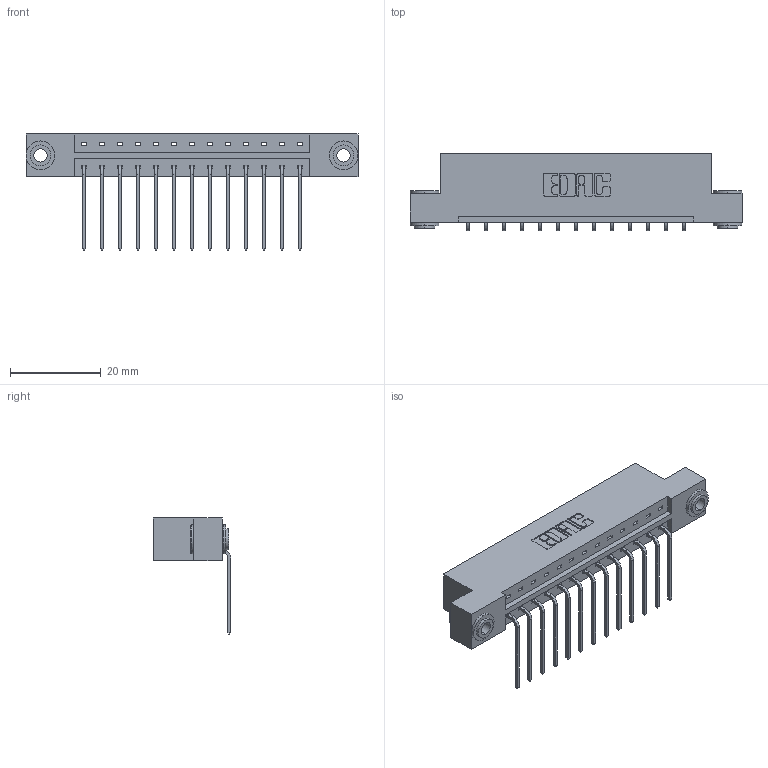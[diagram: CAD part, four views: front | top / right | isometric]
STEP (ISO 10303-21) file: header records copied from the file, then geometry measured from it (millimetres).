
FILE_DESCRIPTION (( 'STEP AP203' ), '1' );
FILE_NAME ('833-013-559-103.STEP', '2020-05-31T00:34:58', ( '' ), ( '' ), 'SwSTEP 2.0', 'SolidWorks 2020', '' );
FILE_SCHEMA (( 'CONFIG_CONTROL_DESIGN' ));
Length unit declared in the file: inch
Products named in the file (4): 833 Part_Flush - .156 Dia - TH; 345-292-001_558 559 Tail - 1; 833-013-559-103; 345-250-002_345-250-002-102
Assembly tree (16 placements, depth 2):
  833-013-559-103
    833 Part_Flush - .156 Dia - TH
    345-292-001_558 559 Tail - 1  x13
    345-250-002_345-250-002-102  x2
Bounding box: 73.05 x 17.09 x 25.53 mm (x, y, z)
Volume: 7164.2 mm3; surface area: 8054.9 mm2
Topology: 16 solids, 16 shells, 932 faces, 2753 edges, 1814 vertices
Faces by surface type: plane 652, cylinder 272, cone 8
Entity records: 12432 total; most frequent: CARTESIAN_POINT 2128, ORIENTED_EDGE 2070, DIRECTION 1887, EDGE_CURVE 1035, VECTOR 883, LINE 883, VERTEX_POINT 686, AXIS2_PLACEMENT_3D 502
